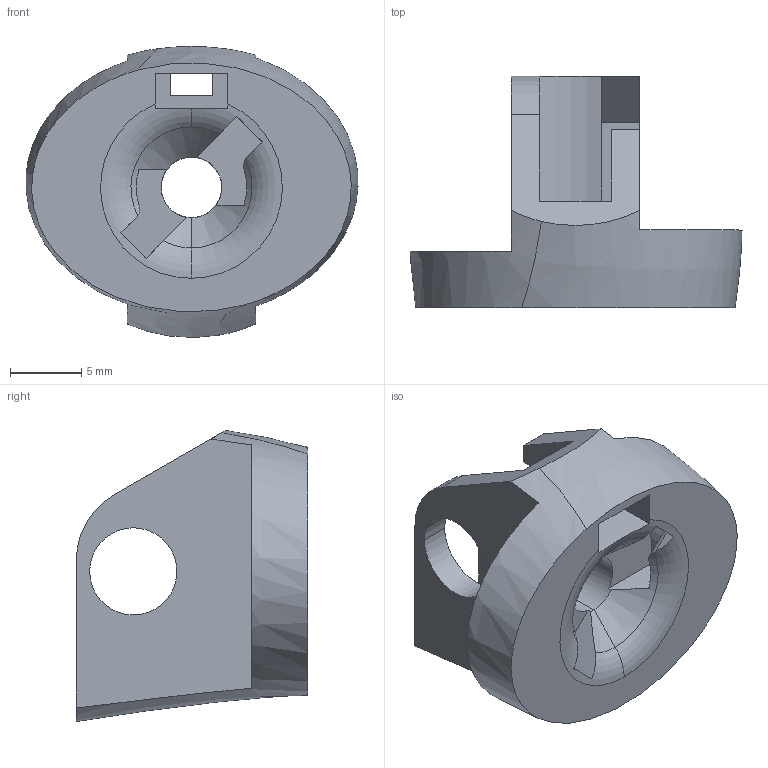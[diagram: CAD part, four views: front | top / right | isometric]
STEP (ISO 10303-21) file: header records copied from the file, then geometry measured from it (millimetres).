
FILE_DESCRIPTION (( 'STEP AP203' ), '1' );
FILE_NAME ('DP - P MainTH R.STEP', '2017-08-02T03:22:03', ( '' ), ( '' ), 'SwSTEP 2.0', 'SolidWorks 2016', '' );
FILE_SCHEMA (( 'CONFIG_CONTROL_DESIGN' ));
Length unit declared in the file: millimetre
Products named in the file (1): DP - P MainTH R
Bounding box: 23.24 x 16.22 x 20.37 mm (x, y, z)
Volume: 1882.3 mm3; surface area: 1833.1 mm2
Topology: 1 solids, 1 shells, 66 faces, 188 edges, 123 vertices
Faces by surface type: plane 45, cylinder 12, bspline 4, cone 3, torus 2
Entity records: 2565 total; most frequent: CARTESIAN_POINT 808, ORIENTED_EDGE 376, DIRECTION 318, EDGE_CURVE 188, VERTEX_POINT 123, VECTOR 112, LINE 112, AXIS2_PLACEMENT_3D 103
